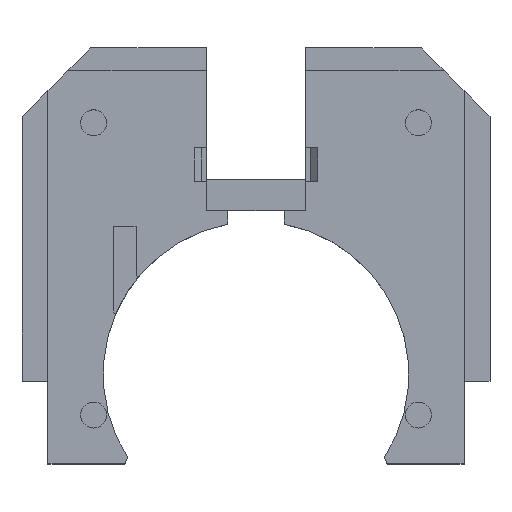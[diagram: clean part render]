
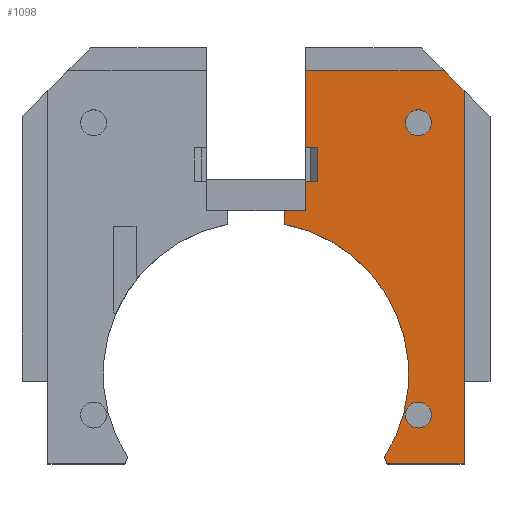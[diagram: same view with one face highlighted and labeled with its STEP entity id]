
A CAD part, top view. The second image highlights one B-rep face of the part: STEP entity #1098.
In plain terms, the highlighted planar face has unit normal (0, 0, 1).
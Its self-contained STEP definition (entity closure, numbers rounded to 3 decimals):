
#17=FACE_BOUND('',#396,.T.);
#18=FACE_BOUND('',#397,.T.);
#35=LINE('',#1536,#178);
#76=LINE('',#1631,#219);
#99=LINE('',#1676,#242);
#103=LINE('',#1683,#246);
#106=LINE('',#1689,#249);
#109=LINE('',#1698,#252);
#110=LINE('',#1700,#253);
#111=LINE('',#1702,#254);
#112=LINE('',#1703,#255);
#113=LINE('',#1704,#256);
#114=LINE('',#1708,#257);
#115=LINE('',#1709,#258);
#178=VECTOR('',#1243,10.);
#219=VECTOR('',#1308,10.);
#242=VECTOR('',#1343,10.);
#246=VECTOR('',#1349,10.);
#249=VECTOR('',#1354,10.);
#252=VECTOR('',#1365,10.);
#253=VECTOR('',#1366,10.);
#254=VECTOR('',#1367,10.);
#255=VECTOR('',#1368,10.);
#256=VECTOR('',#1369,10.);
#257=VECTOR('',#1372,10.);
#258=VECTOR('',#1373,10.);
#334=FACE_OUTER_BOUND('',#395,.T.);
#395=EDGE_LOOP('',(#842,#843,#844,#845,#846,#847,#848,#849,#850,#851,#852,
#853,#854));
#396=EDGE_LOOP('',(#855));
#397=EDGE_LOOP('',(#856));
#444=CIRCLE('',#1171,10.);
#445=CIRCLE('',#1172,0.85);
#446=CIRCLE('',#1173,0.85);
#459=VERTEX_POINT('',#1533);
#460=VERTEX_POINT('',#1535);
#502=VERTEX_POINT('',#1630);
#517=VERTEX_POINT('',#1673);
#518=VERTEX_POINT('',#1675);
#520=VERTEX_POINT('',#1681);
#522=VERTEX_POINT('',#1687);
#523=VERTEX_POINT('',#1696);
#524=VERTEX_POINT('',#1697);
#525=VERTEX_POINT('',#1699);
#526=VERTEX_POINT('',#1701);
#527=VERTEX_POINT('',#1705);
#528=VERTEX_POINT('',#1707);
#529=VERTEX_POINT('',#1710);
#530=VERTEX_POINT('',#1712);
#565=EDGE_CURVE('',#460,#459,#35,.T.);
#613=EDGE_CURVE('',#502,#460,#76,.T.);
#636=EDGE_CURVE('',#518,#517,#99,.T.);
#640=EDGE_CURVE('',#517,#520,#103,.T.);
#643=EDGE_CURVE('',#520,#522,#106,.T.);
#646=EDGE_CURVE('',#523,#524,#109,.T.);
#647=EDGE_CURVE('',#524,#525,#110,.T.);
#648=EDGE_CURVE('',#525,#526,#111,.T.);
#649=EDGE_CURVE('',#526,#518,#112,.T.);
#650=EDGE_CURVE('',#522,#502,#113,.T.);
#651=EDGE_CURVE('',#459,#527,#444,.T.);
#652=EDGE_CURVE('',#528,#527,#114,.T.);
#653=EDGE_CURVE('',#528,#523,#115,.T.);
#654=EDGE_CURVE('',#529,#529,#445,.T.);
#655=EDGE_CURVE('',#530,#530,#446,.T.);
#842=ORIENTED_EDGE('',*,*,#646,.T.);
#843=ORIENTED_EDGE('',*,*,#647,.T.);
#844=ORIENTED_EDGE('',*,*,#648,.T.);
#845=ORIENTED_EDGE('',*,*,#649,.T.);
#846=ORIENTED_EDGE('',*,*,#636,.T.);
#847=ORIENTED_EDGE('',*,*,#640,.T.);
#848=ORIENTED_EDGE('',*,*,#643,.T.);
#849=ORIENTED_EDGE('',*,*,#650,.T.);
#850=ORIENTED_EDGE('',*,*,#613,.T.);
#851=ORIENTED_EDGE('',*,*,#565,.T.);
#852=ORIENTED_EDGE('',*,*,#651,.T.);
#853=ORIENTED_EDGE('',*,*,#652,.F.);
#854=ORIENTED_EDGE('',*,*,#653,.T.);
#855=ORIENTED_EDGE('',*,*,#654,.T.);
#856=ORIENTED_EDGE('',*,*,#655,.T.);
#1044=PLANE('',#1170);
#1098=ADVANCED_FACE('',(#334,#17,#18),#1044,.T.);
#1170=AXIS2_PLACEMENT_3D('',#1695,#1363,#1364);
#1171=AXIS2_PLACEMENT_3D('',#1706,#1370,#1371);
#1172=AXIS2_PLACEMENT_3D('',#1711,#1374,#1375);
#1173=AXIS2_PLACEMENT_3D('',#1713,#1376,#1377);
#1243=DIRECTION('',(0.,-1.,0.));
#1308=DIRECTION('',(-1.,0.,0.));
#1343=DIRECTION('',(1.,0.,0.));
#1349=DIRECTION('',(0.,-1.,0.));
#1354=DIRECTION('',(-1.,0.,0.));
#1363=DIRECTION('center_axis',(0.,0.,1.));
#1364=DIRECTION('ref_axis',(1.,0.,0.));
#1365=DIRECTION('',(0.,1.,0.));
#1366=DIRECTION('',(-0.707,0.707,0.));
#1367=DIRECTION('',(-1.,0.,0.));
#1368=DIRECTION('',(0.,-1.,0.));
#1369=DIRECTION('',(0.,-1.,0.));
#1370=DIRECTION('center_axis',(0.,0.,-1.));
#1371=DIRECTION('ref_axis',(0.811,-0.586,0.));
#1372=DIRECTION('',(-0.466,0.885,0.));
#1373=DIRECTION('',(1.,0.,0.));
#1374=DIRECTION('center_axis',(0.,0.,-1.));
#1375=DIRECTION('ref_axis',(1.,0.,0.));
#1376=DIRECTION('center_axis',(0.,0.,-1.));
#1377=DIRECTION('ref_axis',(1.,0.,0.));
#1533=CARTESIAN_POINT('',(1.85,2.921,0.));
#1535=CARTESIAN_POINT('',(1.85,3.825,0.));
#1536=CARTESIAN_POINT('',(1.85,1.962,0.));
#1630=CARTESIAN_POINT('',(3.25,3.825,0.));
#1631=CARTESIAN_POINT('',(3.25,3.825,0.));
#1673=CARTESIAN_POINT('',(4.05,7.925,0.));
#1675=CARTESIAN_POINT('',(3.25,7.925,0.));
#1676=CARTESIAN_POINT('',(5.891,7.925,0.));
#1681=CARTESIAN_POINT('',(4.05,5.725,0.));
#1683=CARTESIAN_POINT('',(4.05,4.012,0.));
#1687=CARTESIAN_POINT('',(3.25,5.725,0.));
#1689=CARTESIAN_POINT('',(6.291,5.725,0.));
#1695=CARTESIAN_POINT('Origin',(8.531,0.1,0.));
#1696=CARTESIAN_POINT('',(13.612,-12.763,0.));
#1697=CARTESIAN_POINT('',(13.612,11.662,0.));
#1698=CARTESIAN_POINT('',(13.612,-7.337,0.));
#1699=CARTESIAN_POINT('',(12.312,12.962,0.));
#1700=CARTESIAN_POINT('',(12.312,12.962,0.));
#1701=CARTESIAN_POINT('',(3.25,12.962,0.));
#1702=CARTESIAN_POINT('',(3.25,12.962,0.));
#1703=CARTESIAN_POINT('',(3.25,5.825,0.));
#1704=CARTESIAN_POINT('',(3.25,5.825,0.));
#1705=CARTESIAN_POINT('',(8.388,-12.35,0.));
#1706=CARTESIAN_POINT('Origin',(0.,-6.906,
0.));
#1707=CARTESIAN_POINT('',(8.606,-12.763,0.));
#1708=CARTESIAN_POINT('',(5.891,-7.611,0.));
#1709=CARTESIAN_POINT('',(13.612,-12.763,0.));
#1710=CARTESIAN_POINT('',(11.475,-9.563,0.));
#1711=CARTESIAN_POINT('Origin',(10.625,-9.563,0.));
#1712=CARTESIAN_POINT('',(11.475,9.563,0.));
#1713=CARTESIAN_POINT('Origin',(10.625,9.563,0.));
